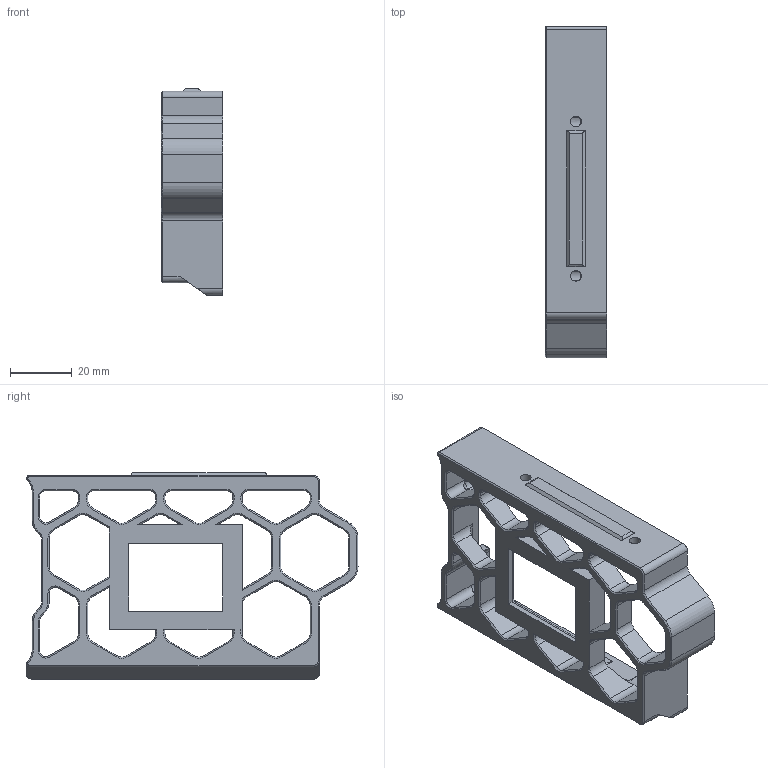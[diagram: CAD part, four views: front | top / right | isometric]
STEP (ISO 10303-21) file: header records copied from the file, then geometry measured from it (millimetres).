
FILE_DESCRIPTION(/* description */ (''),/* implementation_level */ '2;1');
FILE_NAME(/* name */ 'Side Skirt A Switch.stp',/* time_stamp */ '2021-12-20T09:35:49-05:00',/* author */ ('derek'),/* organization */ (''),/* preprocessor_version */ 'ST-DEVELOPER v18.1',/* originating_system */ 'Autodesk Inventor 2022',/* authorisation */ '');
FILE_SCHEMA (('AUTOMOTIVE_DESIGN { 1 0 10303 214 3 1 1 }'));
Length unit declared in the file: millimetre
Products named in the file (1): Side Skirt A Switch
Bounding box: 20 x 107.5 x 66.8 mm (x, y, z)
Volume: 32289.6 mm3; surface area: 21863 mm2
Topology: 1 solids, 1 shells, 368 faces, 958 edges, 584 vertices
Faces by surface type: plane 174, cylinder 109, cone 67, torus 9, bspline 5, sphere 4
Full cylindrical faces by diameter (mm): 3.5 x2, 6 x2
Entity records: 12219 total; most frequent: CARTESIAN_POINT 2746, ORIENTED_EDGE 1916, DIRECTION 1906, EDGE_CURVE 958, AXIS2_PLACEMENT_3D 656, LINE 594, VECTOR 594, VERTEX_POINT 584
